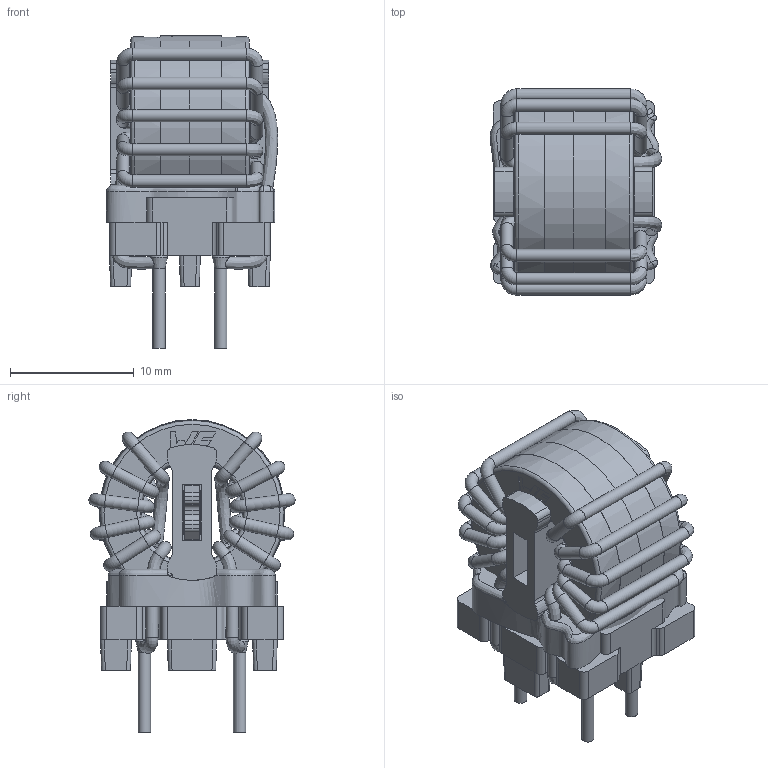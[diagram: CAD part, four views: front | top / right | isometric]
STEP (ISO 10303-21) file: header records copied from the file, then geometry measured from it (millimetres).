
FILE_DESCRIPTION(('STEP AP214'),'1');
FILE_NAME('L_Wurth_WE-CMBNC-TypeS_L14W18H22.step','2025-04-07T03:30:47',(' '),('ANSOFT Corporation'),'Spatial InterOp 3D',' ',' ');
FILE_SCHEMA(('AUTOMOTIVE_DESIGN { 1 0 10303 214 1 1 1 1 }'));
Length unit declared in the file: millimetre
Products named in the file (1): glue
Bounding box: 13.85 x 16.69 x 25.31 mm (x, y, z)
Volume: 2644.3 mm3; surface area: 5867.5 mm2
Topology: 12 solids, 13 shells, 460 faces, 1150 edges, 728 vertices
Faces by surface type: plane 170, cylinder 152, torus 58, bspline 48, cone 32
Full cylindrical faces by diameter (mm): 1 x50, 9.4 x1, 10 x1, 13 x1, 13.6 x2, 14.2 x1, 15 x1, 15.02 x1
Entity records: 29005 total; most frequent: CARTESIAN_POINT 11294, DIRECTION 2033, ORIENTED_EDGE 1962, STYLED_ITEM 1237, PRESENTATION_STYLE_ASSIGNMENT 1237, COLOUR_RGB 1237, EDGE_CURVE 981, AXIS2_PLACEMENT_3D 784
